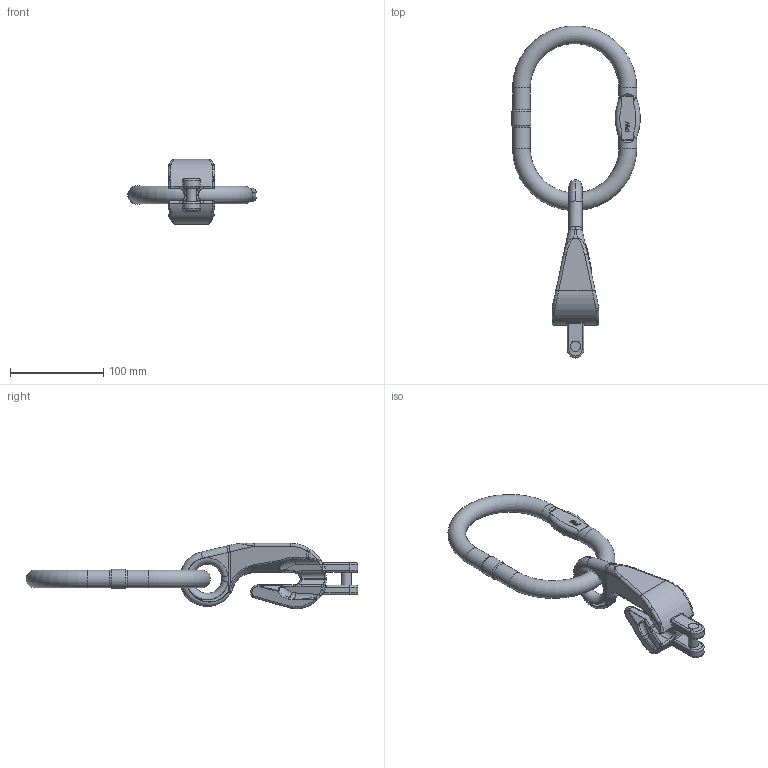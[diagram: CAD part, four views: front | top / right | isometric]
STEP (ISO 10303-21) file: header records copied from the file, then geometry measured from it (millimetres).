
FILE_DESCRIPTION(/* description */ (''),/* implementation_level */ '2;1');
FILE_NAME(/* name */ 'VXKW1-10 Kundenmodell.stp',/* time_stamp */ '2017-11-08T15:56:08+01:00',/* author */ (''),/* organization */ (''),/* preprocessor_version */ 'ST-DEVELOPER v16',/* originating_system */ 'SIEMENS PLM Software NX 11.0',/* authorisation */ '');
FILE_SCHEMA (('AUTOMOTIVE_DESIGN { 1 0 10303 214 3 1 1 1 }'));
Length unit declared in the file: millimetre
Products named in the file (1): zer27EC82323p0h
Bounding box: 137.47 x 355.65 x 69.93 mm (x, y, z)
Volume: 313458.1 mm3; surface area: 62383.4 mm2
Topology: 3 solids, 3 shells, 590 faces, 1487 edges, 911 vertices
Faces by surface type: plane 227, bspline 116, extrusion 107, cylinder 91, torus 31, sphere 14, cone 4
Full cylindrical faces by diameter (mm): 11 x3, 19 x4, 20.425 x1
Entity records: 21647 total; most frequent: CARTESIAN_POINT 8749, ORIENTED_EDGE 2894, DIRECTION 2161, EDGE_CURVE 1447, VERTEX_POINT 903, VECTOR 741, AXIS2_PLACEMENT_3D 710, EDGE_LOOP 638
